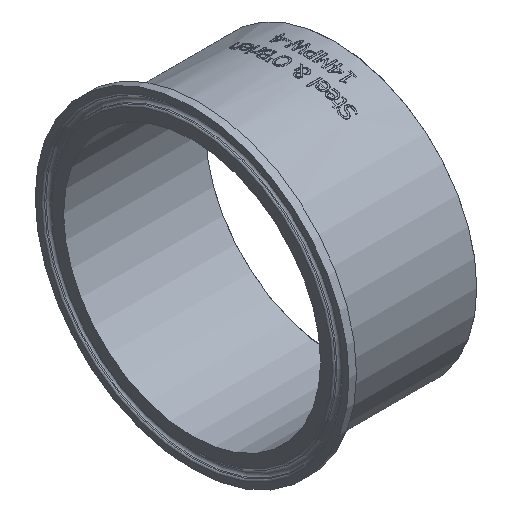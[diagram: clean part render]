
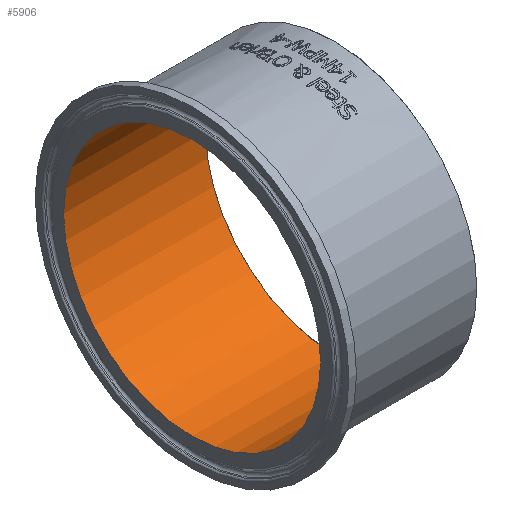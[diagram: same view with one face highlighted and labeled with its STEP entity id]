
A CAD part, isometric view. The second image highlights one B-rep face of the part: STEP entity #5906.
In plain terms, the highlighted cylindrical face has radius 48.692 mm (diameter 97.384 mm), a full revolution.
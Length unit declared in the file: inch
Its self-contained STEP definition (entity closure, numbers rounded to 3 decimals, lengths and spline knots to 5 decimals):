
#241=FACE_BOUND('',#1358,.T.);
#983=FACE_OUTER_BOUND('',#1357,.T.);
#1357=EDGE_LOOP('',(#5514));
#1358=EDGE_LOOP('',(#5515));
#1515=CIRCLE('',#6297,1.917);
#1524=CIRCLE('',#6314,1.917);
#2910=VERTEX_POINT('',#12465);
#2919=VERTEX_POINT('',#12491);
#3777=EDGE_CURVE('',#2910,#2910,#1515,.T.);
#3786=EDGE_CURVE('',#2919,#2919,#1524,.T.);
#5514=ORIENTED_EDGE('',*,*,#3777,.F.);
#5515=ORIENTED_EDGE('',*,*,#3786,.F.);
#5555=CYLINDRICAL_SURFACE('',#6317,1.917);
#5906=ADVANCED_FACE('',(#983,#241),#5555,.F.);
#6297=AXIS2_PLACEMENT_3D('',#12466,#7497,#7498);
#6314=AXIS2_PLACEMENT_3D('',#12492,#7531,#7532);
#6317=AXIS2_PLACEMENT_3D('',#12496,#7537,#7538);
#7497=DIRECTION('center_axis',(1.,0.,0.));
#7498=DIRECTION('ref_axis',(0.,1.,0.));
#7531=DIRECTION('center_axis',(-1.,0.,0.));
#7532=DIRECTION('ref_axis',(0.,-1.,0.));
#7537=DIRECTION('center_axis',(1.,0.,0.));
#7538=DIRECTION('ref_axis',(0.,1.,0.));
#12465=CARTESIAN_POINT('',(0.,1.917,0.));
#12466=CARTESIAN_POINT('Origin',(0.,0.,
0.));
#12491=CARTESIAN_POINT('',(2.12,1.917,0.));
#12492=CARTESIAN_POINT('Origin',(2.12,0.,0.));
#12496=CARTESIAN_POINT('Origin',(1.0625,0.,0.));
